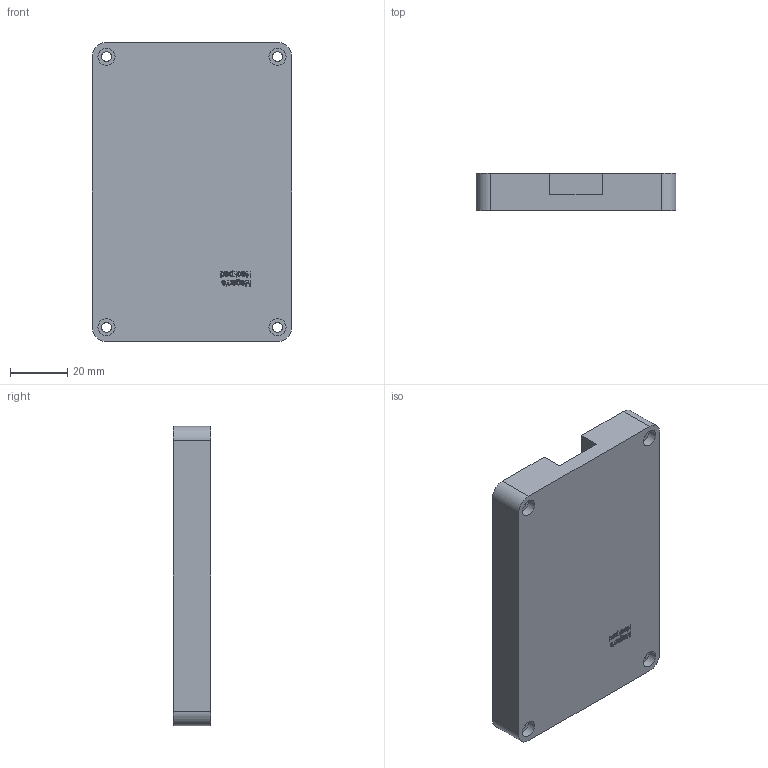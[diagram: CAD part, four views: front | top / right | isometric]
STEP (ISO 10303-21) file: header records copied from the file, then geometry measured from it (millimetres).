
FILE_DESCRIPTION(/* description */ (''),/* implementation_level */ '2;1');
FILE_NAME(/* name */ 'Hackpad Bottom v2.step',/* time_stamp */ '2025-05-26T14:41:40-05:00',/* author */ (''),/* organization */ (''),/* preprocessor_version */ 'ST-DEVELOPER v20',/* originating_system */ 'Autodesk Translation Framework v12.14.0.127',/* authorisation */ '');
FILE_SCHEMA (('AUTOMOTIVE_DESIGN { 1 0 10303 214 3 1 1 }'));
Length unit declared in the file: millimetre
Products named in the file (1): Hackpad Bottom
Bounding box: 70 x 13 x 105 mm (x, y, z)
Volume: 49824.5 mm3; surface area: 22309.3 mm2
Topology: 1 solids, 1 shells, 371 faces, 1032 edges, 688 vertices
Faces by surface type: bspline 236, plane 123, cylinder 12
Full cylindrical faces by diameter (mm): 3.4 x4, 6 x4
Entity records: 14059 total; most frequent: CARTESIAN_POINT 6104, ORIENTED_EDGE 2064, EDGE_CURVE 1032, DIRECTION 856, VERTEX_POINT 688, LINE 536, VECTOR 536, B_SPLINE_CURVE_WITH_KNOTS 472
